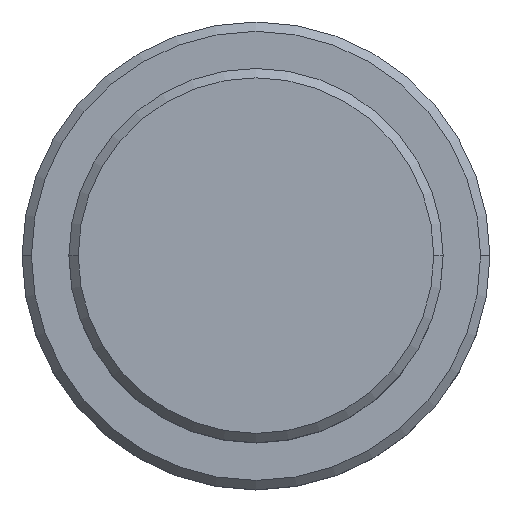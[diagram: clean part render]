
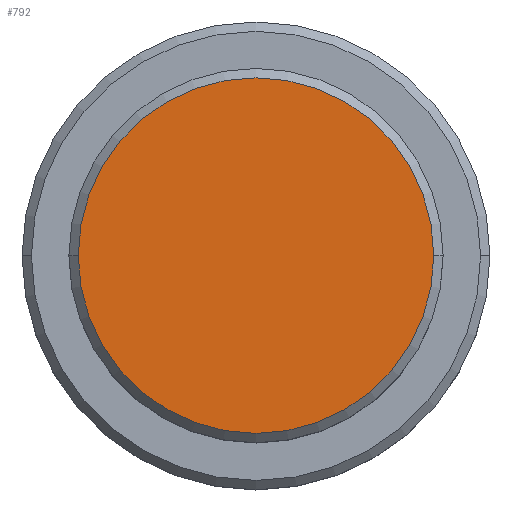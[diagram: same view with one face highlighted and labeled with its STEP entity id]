
A CAD part, top view. The second image highlights one B-rep face of the part: STEP entity #792.
In plain terms, the highlighted planar face has unit normal (0, 0, 1).
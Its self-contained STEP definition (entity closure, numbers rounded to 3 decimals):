
#35 = AXIS2_PLACEMENT_3D ( 'NONE', #1019, #367, #1120 ) ;
#85 = VERTEX_POINT ( 'NONE', #763 ) ;
#171 = DIRECTION ( 'NONE',  ( 0., 0., 1. ) ) ;
#211 = DIRECTION ( 'NONE',  ( 1., 0., 0. ) ) ;
#242 = VERTEX_POINT ( 'NONE', #262 ) ;
#260 = EDGE_CURVE ( 'NONE', #242, #85, #1147, .T. ) ;
#262 = CARTESIAN_POINT ( 'NONE',  ( -9.5, 0., 0. ) ) ;
#316 = EDGE_CURVE ( 'NONE', #85, #242, #899, .T. ) ;
#367 = DIRECTION ( 'NONE',  ( 0., 0., 1. ) ) ;
#402 = EDGE_LOOP ( 'NONE', ( #1226, #434 ) ) ;
#434 = ORIENTED_EDGE ( 'NONE', *, *, #316, .T. ) ;
#491 = DIRECTION ( 'NONE',  ( 1., 0., 0. ) ) ;
#513 = CARTESIAN_POINT ( 'NONE',  ( 0., 0., 0. ) ) ;
#615 = AXIS2_PLACEMENT_3D ( 'NONE', #829, #171, #491 ) ;
#753 = FACE_OUTER_BOUND ( 'NONE', #402, .T. ) ;
#763 = CARTESIAN_POINT ( 'NONE',  ( 9.5, 0., 0. ) ) ;
#781 = AXIS2_PLACEMENT_3D ( 'NONE', #513, #1197, #211 ) ;
#792 = ADVANCED_FACE ( 'NONE', ( #753 ), #1071, .T. ) ;
#829 = CARTESIAN_POINT ( 'NONE',  ( 0., 0., 0. ) ) ;
#899 = CIRCLE ( 'NONE', #615, 9.5 ) ;
#1019 = CARTESIAN_POINT ( 'NONE',  ( 0., 0., 0. ) ) ;
#1071 = PLANE ( 'NONE',  #781 ) ;
#1120 = DIRECTION ( 'NONE',  ( 1., 0., 0. ) ) ;
#1147 = CIRCLE ( 'NONE', #35, 9.5 ) ;
#1197 = DIRECTION ( 'NONE',  ( 0., 0., 1. ) ) ;
#1226 = ORIENTED_EDGE ( 'NONE', *, *, #260, .T. ) ;
